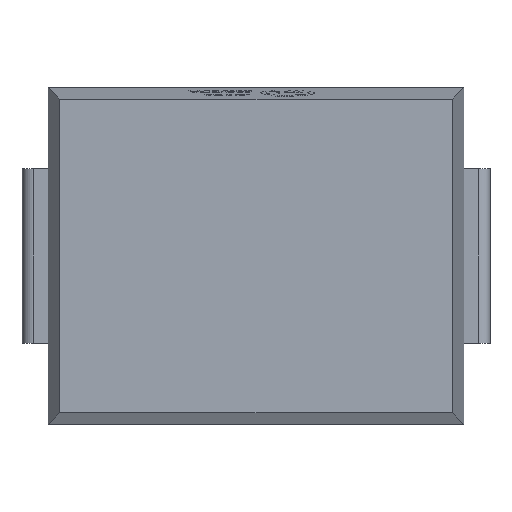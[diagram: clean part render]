
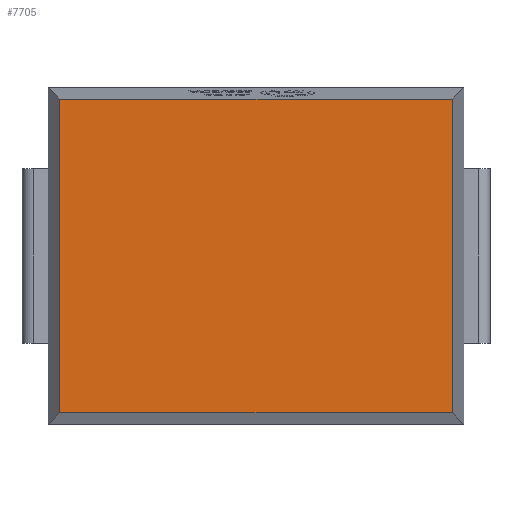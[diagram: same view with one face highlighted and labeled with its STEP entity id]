
A CAD part, top view. The second image highlights one B-rep face of the part: STEP entity #7705.
In plain terms, the highlighted planar face has unit normal (0, 0, 1).
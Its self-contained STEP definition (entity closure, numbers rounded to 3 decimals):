
#568 = EDGE_CURVE ( 'NONE', #8595, #942, #6156, .T. ) ;
#919 = DIRECTION ( 'NONE',  ( 1., 0., 0. ) ) ;
#942 = VERTEX_POINT ( 'NONE', #6994 ) ;
#1226 = DIRECTION ( 'NONE',  ( 0., -1., 0. ) ) ;
#1783 = ORIENTED_EDGE ( 'NONE', *, *, #11432, .T. ) ;
#2014 = VECTOR ( 'NONE', #3075, 1000. ) ;
#2124 = ORIENTED_EDGE ( 'NONE', *, *, #4633, .T. ) ;
#2388 = CARTESIAN_POINT ( 'NONE',  ( 3.372, -2.697, 1.15 ) ) ;
#2961 = PLANE ( 'NONE',  #8040 ) ;
#3018 = CARTESIAN_POINT ( 'NONE',  ( 0., 0., 1.15 ) ) ;
#3075 = DIRECTION ( 'NONE',  ( -1., 0., 0. ) ) ;
#3570 = VECTOR ( 'NONE', #5749, 1000. ) ;
#3851 = VECTOR ( 'NONE', #5078, 1000. ) ;
#4633 = EDGE_CURVE ( 'NONE', #942, #6957, #12472, .T. ) ;
#5078 = DIRECTION ( 'NONE',  ( 0., 1., 0. ) ) ;
#5749 = DIRECTION ( 'NONE',  ( 1., 0., 0. ) ) ;
#6156 = LINE ( 'NONE', #9127, #3851 ) ;
#6450 = VECTOR ( 'NONE', #1226, 1000. ) ;
#6474 = EDGE_CURVE ( 'NONE', #12471, #8595, #6898, .T. ) ;
#6652 = ORIENTED_EDGE ( 'NONE', *, *, #6474, .T. ) ;
#6762 = DIRECTION ( 'NONE',  ( 0., 0., 1. ) ) ;
#6823 = FACE_OUTER_BOUND ( 'NONE', #7644, .T. ) ;
#6898 = LINE ( 'NONE', #9754, #3570 ) ;
#6957 = VERTEX_POINT ( 'NONE', #7119 ) ;
#6994 = CARTESIAN_POINT ( 'NONE',  ( 3.372, 2.697, 1.15 ) ) ;
#7119 = CARTESIAN_POINT ( 'NONE',  ( -3.372, 2.697, 1.15 ) ) ;
#7644 = EDGE_LOOP ( 'NONE', ( #8562, #2124, #1783, #6652 ) ) ;
#7705 = ADVANCED_FACE ( 'NONE', ( #6823 ), #2961, .T. ) ;
#8040 = AXIS2_PLACEMENT_3D ( 'NONE', #3018, #6762, #919 ) ;
#8562 = ORIENTED_EDGE ( 'NONE', *, *, #568, .T. ) ;
#8595 = VERTEX_POINT ( 'NONE', #2388 ) ;
#9127 = CARTESIAN_POINT ( 'NONE',  ( 3.372, 2.9, 1.15 ) ) ;
#9463 = CARTESIAN_POINT ( 'NONE',  ( -3.372, -2.697, 1.15 ) ) ;
#9754 = CARTESIAN_POINT ( 'NONE',  ( -3.575, -2.697, 1.15 ) ) ;
#9907 = LINE ( 'NONE', #11907, #6450 ) ;
#11432 = EDGE_CURVE ( 'NONE', #6957, #12471, #9907, .T. ) ;
#11846 = CARTESIAN_POINT ( 'NONE',  ( -3.575, 2.697, 1.15 ) ) ;
#11907 = CARTESIAN_POINT ( 'NONE',  ( -3.372, 2.9, 1.15 ) ) ;
#12471 = VERTEX_POINT ( 'NONE', #9463 ) ;
#12472 = LINE ( 'NONE', #11846, #2014 ) ;
